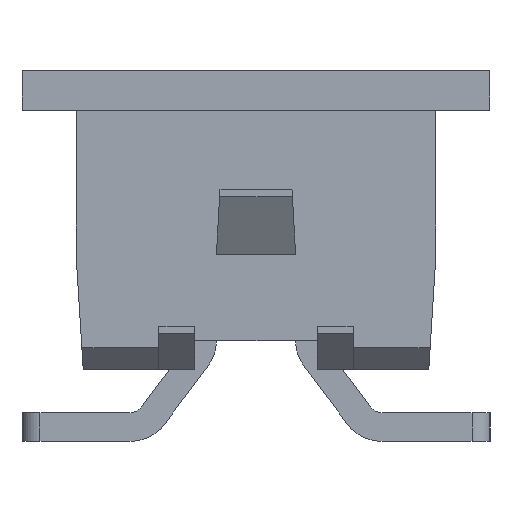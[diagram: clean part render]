
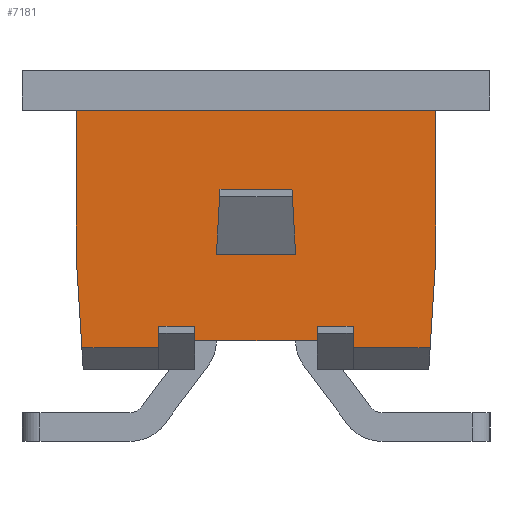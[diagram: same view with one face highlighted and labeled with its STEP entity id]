
A CAD part, left-side view. The second image highlights one B-rep face of the part: STEP entity #7181.
In plain terms, the highlighted planar face has unit normal (-1, 0, 0).
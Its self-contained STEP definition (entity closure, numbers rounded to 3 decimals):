
#543=ORIENTED_EDGE('',*,*,#2551,.T.);
#544=ORIENTED_EDGE('',*,*,#2531,.T.);
#545=ORIENTED_EDGE('',*,*,#2552,.F.);
#546=ORIENTED_EDGE('',*,*,#2539,.F.);
#547=ORIENTED_EDGE('',*,*,#2553,.T.);
#548=ORIENTED_EDGE('',*,*,#2554,.T.);
#549=ORIENTED_EDGE('',*,*,#2555,.F.);
#550=ORIENTED_EDGE('',*,*,#2556,.T.);
#551=ORIENTED_EDGE('',*,*,#2557,.F.);
#552=ORIENTED_EDGE('',*,*,#2558,.F.);
#553=ORIENTED_EDGE('',*,*,#2559,.T.);
#554=ORIENTED_EDGE('',*,*,#2560,.T.);
#555=ORIENTED_EDGE('',*,*,#2561,.F.);
#556=ORIENTED_EDGE('',*,*,#2562,.F.);
#557=ORIENTED_EDGE('',*,*,#2563,.F.);
#558=ORIENTED_EDGE('',*,*,#2564,.T.);
#559=ORIENTED_EDGE('',*,*,#2565,.T.);
#560=ORIENTED_EDGE('',*,*,#2566,.T.);
#2531=EDGE_CURVE('',#3515,#3516,#4243,.T.);
#2539=EDGE_CURVE('',#3521,#3522,#4251,.T.);
#2551=EDGE_CURVE('',#3521,#3515,#4263,.T.);
#2552=EDGE_CURVE('',#3522,#3516,#4264,.T.);
#2553=EDGE_CURVE('',#3531,#3532,#4265,.T.);
#2554=EDGE_CURVE('',#3532,#3533,#4266,.T.);
#2555=EDGE_CURVE('',#3534,#3533,#4267,.T.);
#2556=EDGE_CURVE('',#3534,#3535,#4268,.T.);
#2557=EDGE_CURVE('',#3536,#3535,#4269,.T.);
#2558=EDGE_CURVE('',#3537,#3536,#4270,.T.);
#2559=EDGE_CURVE('',#3537,#3538,#4271,.T.);
#2560=EDGE_CURVE('',#3538,#3539,#4272,.T.);
#2561=EDGE_CURVE('',#3540,#3539,#4273,.T.);
#2562=EDGE_CURVE('',#3541,#3540,#4274,.T.);
#2563=EDGE_CURVE('',#3542,#3541,#4275,.T.);
#2564=EDGE_CURVE('',#3542,#3543,#4276,.T.);
#2565=EDGE_CURVE('',#3543,#3544,#4277,.T.);
#2566=EDGE_CURVE('',#3544,#3531,#4278,.T.);
#3515=VERTEX_POINT('',#10361);
#3516=VERTEX_POINT('',#10362);
#3521=VERTEX_POINT('',#10376);
#3522=VERTEX_POINT('',#10378);
#3531=VERTEX_POINT('',#10405);
#3532=VERTEX_POINT('',#10406);
#3533=VERTEX_POINT('',#10408);
#3534=VERTEX_POINT('',#10410);
#3535=VERTEX_POINT('',#10412);
#3536=VERTEX_POINT('',#10414);
#3537=VERTEX_POINT('',#10416);
#3538=VERTEX_POINT('',#10418);
#3539=VERTEX_POINT('',#10420);
#3540=VERTEX_POINT('',#10422);
#3541=VERTEX_POINT('',#10424);
#3542=VERTEX_POINT('',#10426);
#3543=VERTEX_POINT('',#10428);
#3544=VERTEX_POINT('',#10430);
#4243=LINE('',#10360,#5245);
#4251=LINE('',#10377,#5253);
#4263=LINE('',#10402,#5265);
#4264=LINE('',#10403,#5266);
#4265=LINE('',#10404,#5267);
#4266=LINE('',#10407,#5268);
#4267=LINE('',#10409,#5269);
#4268=LINE('',#10411,#5270);
#4269=LINE('',#10413,#5271);
#4270=LINE('',#10415,#5272);
#4271=LINE('',#10417,#5273);
#4272=LINE('',#10419,#5274);
#4273=LINE('',#10421,#5275);
#4274=LINE('',#10423,#5276);
#4275=LINE('',#10425,#5277);
#4276=LINE('',#10427,#5278);
#4277=LINE('',#10429,#5279);
#4278=LINE('',#10431,#5280);
#5245=VECTOR('',#8372,1000.);
#5253=VECTOR('',#8384,1000.);
#5265=VECTOR('',#8404,1000.);
#5266=VECTOR('',#8405,1000.);
#5267=VECTOR('',#8406,1000.);
#5268=VECTOR('',#8407,1000.);
#5269=VECTOR('',#8408,1000.);
#5270=VECTOR('',#8409,1000.);
#5271=VECTOR('',#8410,1000.);
#5272=VECTOR('',#8411,1000.);
#5273=VECTOR('',#8412,1000.);
#5274=VECTOR('',#8413,1000.);
#5275=VECTOR('',#8414,1000.);
#5276=VECTOR('',#8415,1000.);
#5277=VECTOR('',#8416,1000.);
#5278=VECTOR('',#8417,1000.);
#5279=VECTOR('',#8418,1000.);
#5280=VECTOR('',#8419,1000.);
#6033=EDGE_LOOP('',(#543,#544,#545,#546));
#6034=EDGE_LOOP('',(#547,#548,#549,#550,#551,#552,#553,#554,#555,#556,#557,
#558,#559,#560));
#6437=FACE_BOUND('',#6033,.T.);
#6438=FACE_BOUND('',#6034,.T.);
#6841=PLANE('',#7573);
#7181=ADVANCED_FACE('',(#6437,#6438),#6841,.F.);
#7573=AXIS2_PLACEMENT_3D('',#10401,#8402,#8403);
#8372=DIRECTION('',(0.,1.,0.));
#8384=DIRECTION('',(0.,1.,0.));
#8402=DIRECTION('',(1.,0.,0.));
#8403=DIRECTION('',(0.,0.,-1.));
#8404=DIRECTION('',(0.,-0.055,-0.998));
#8405=DIRECTION('',(0.,0.055,-0.998));
#8406=DIRECTION('',(0.,0.,1.));
#8407=DIRECTION('',(0.,-1.,0.));
#8408=DIRECTION('',(0.,0.,1.));
#8409=DIRECTION('',(0.,-1.,0.));
#8410=DIRECTION('',(0.,0.,-1.));
#8411=DIRECTION('',(0.,1.,0.));
#8412=DIRECTION('',(0.,0.,-1.));
#8413=DIRECTION('',(0.,-1.,0.));
#8414=DIRECTION('',(0.,0.062,-0.998));
#8415=DIRECTION('',(0.,0.,-1.));
#8416=DIRECTION('',(0.,-1.,0.));
#8417=DIRECTION('',(0.,0.,-1.));
#8418=DIRECTION('',(0.,-0.062,-0.998));
#8419=DIRECTION('',(0.,-1.,0.));
#10360=CARTESIAN_POINT('',(-16.255,-0.55,1.6));
#10361=CARTESIAN_POINT('',(-16.255,-0.55,1.6));
#10362=CARTESIAN_POINT('',(-16.255,0.55,1.6));
#10376=CARTESIAN_POINT('',(-16.255,-0.5,2.5));
#10377=CARTESIAN_POINT('',(-16.255,-0.55,2.5));
#10378=CARTESIAN_POINT('',(-16.255,0.5,2.5));
#10401=CARTESIAN_POINT('',(-16.255,2.5,3.6));
#10402=CARTESIAN_POINT('',(-16.255,-0.5,2.5));
#10403=CARTESIAN_POINT('',(-16.255,0.5,2.5));
#10404=CARTESIAN_POINT('',(-16.255,1.35,0.3));
#10405=CARTESIAN_POINT('',(-16.255,1.35,0.3));
#10406=CARTESIAN_POINT('',(-16.255,1.35,0.6));
#10407=CARTESIAN_POINT('',(-16.255,1.35,0.6));
#10408=CARTESIAN_POINT('',(-16.255,0.85,0.6));
#10409=CARTESIAN_POINT('',(-16.255,0.85,0.3));
#10410=CARTESIAN_POINT('',(-16.255,0.85,0.4));
#10411=CARTESIAN_POINT('',(-16.255,2.5,0.4));
#10412=CARTESIAN_POINT('',(-16.255,-0.85,0.4));
#10413=CARTESIAN_POINT('',(-16.255,-0.85,0.6));
#10414=CARTESIAN_POINT('',(-16.255,-0.85,0.6));
#10415=CARTESIAN_POINT('',(-16.255,-1.35,0.6));
#10416=CARTESIAN_POINT('',(-16.255,-1.35,0.6));
#10417=CARTESIAN_POINT('',(-16.255,-1.35,0.6));
#10418=CARTESIAN_POINT('',(-16.255,-1.35,0.3));
#10419=CARTESIAN_POINT('',(-16.255,2.5,0.3));
#10420=CARTESIAN_POINT('',(-16.255,-2.419,0.3));
#10421=CARTESIAN_POINT('',(-16.255,-2.605,3.281));
#10422=CARTESIAN_POINT('',(-16.255,-2.5,1.6));
#10423=CARTESIAN_POINT('',(-16.255,-2.5,3.6));
#10424=CARTESIAN_POINT('',(-16.255,-2.5,3.6));
#10425=CARTESIAN_POINT('',(-16.255,2.5,3.6));
#10426=CARTESIAN_POINT('',(-16.255,2.5,3.6));
#10427=CARTESIAN_POINT('',(-16.255,2.5,3.6));
#10428=CARTESIAN_POINT('',(-16.255,2.5,1.6));
#10429=CARTESIAN_POINT('',(-16.255,2.625,3.592));
#10430=CARTESIAN_POINT('',(-16.255,2.419,0.3));
#10431=CARTESIAN_POINT('',(-16.255,2.5,0.3));
